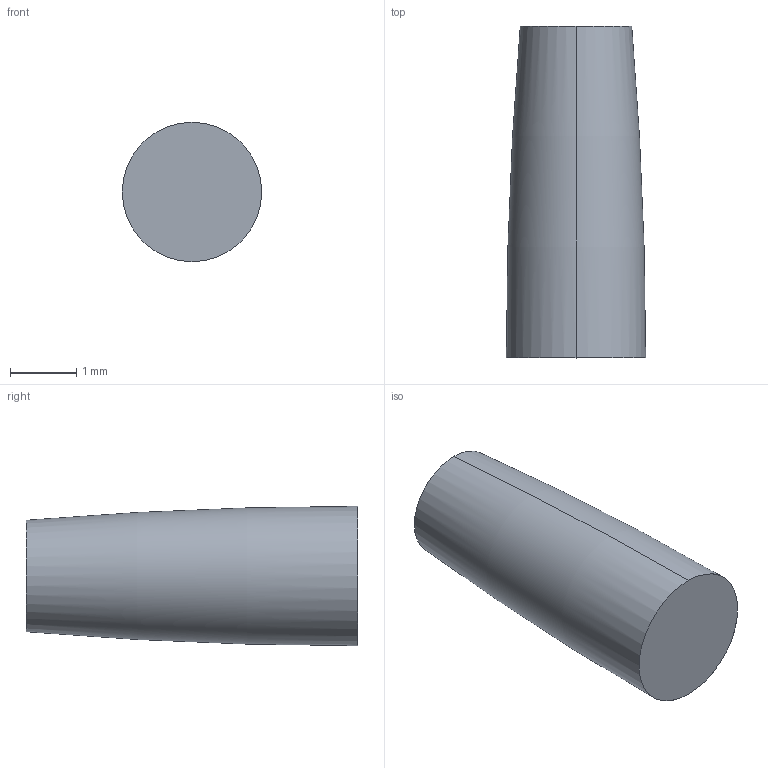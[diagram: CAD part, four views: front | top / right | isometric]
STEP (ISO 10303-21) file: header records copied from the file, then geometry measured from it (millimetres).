
FILE_DESCRIPTION(('STEP AP214'),'1');
FILE_NAME('tmp0.STEP','2020-02-21T07:13:04',(' '),(' '),'Spatial InterOp 3D',' ',' ');
FILE_SCHEMA(('automotive_design'));
Length unit declared in the file: millimetre
Products named in the file (1): 1
Bounding box: 2.1 x 5 x 2.1 mm (x, y, z)
Surface area: 36.5 mm2 (no closed solid volume)
Topology: 0 solids, 4 shells, 4 faces, 15 edges, 15 vertices
Faces by surface type: torus 2, plane 2
Entity records: 232 total; most frequent: DIRECTION 40, CARTESIAN_POINT 35, AXIS2_PLACEMENT_3D 20, ORIENTED_EDGE 15, EDGE_CURVE 15, VERTEX_POINT 15, CIRCLE 15, STYLED_ITEM 5
